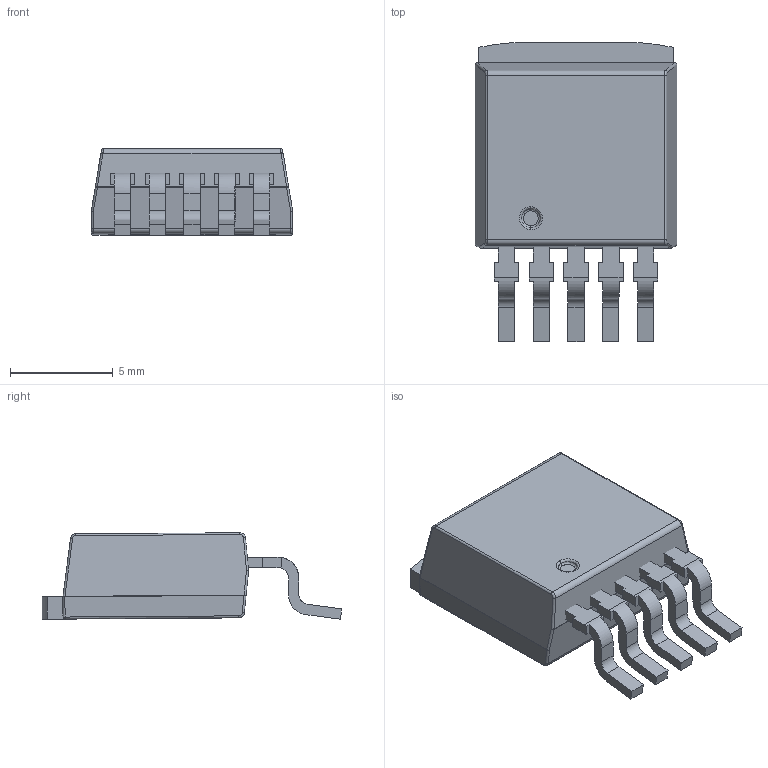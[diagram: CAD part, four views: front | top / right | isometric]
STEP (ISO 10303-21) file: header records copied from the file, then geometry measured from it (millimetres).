
FILE_DESCRIPTION (( 'STEP AP214' ), '1' );
FILE_NAME ('Copy of TO263-5-1 v1^DC-DC XL6009.STEP', '2023-02-25T15:48:53', ( '' ), ( '' ), 'SwSTEP 2.0', 'SolidWorks 2023', '' );
FILE_SCHEMA (( 'AUTOMOTIVE_DESIGN' ));
Length unit declared in the file: millimetre
Products named in the file (1): Copy of TO263-5-1 v1^DC-DC XL6009_Predeterminado
Bounding box: 9.82 x 14.6 x 4.22 mm (x, y, z)
Volume: 370.8 mm3; surface area: 595.6 mm2
Topology: 7 solids, 7 shells, 258 faces, 665 edges, 427 vertices
Faces by surface type: plane 162, bspline 59, cylinder 23, sphere 14
Entity records: 11006 total; most frequent: CARTESIAN_POINT 4259, ORIENTED_EDGE 1324, DIRECTION 1008, EDGE_CURVE 662, LINE 470, VECTOR 470, VERTEX_POINT 426, AXIS2_PLACEMENT_3D 269
